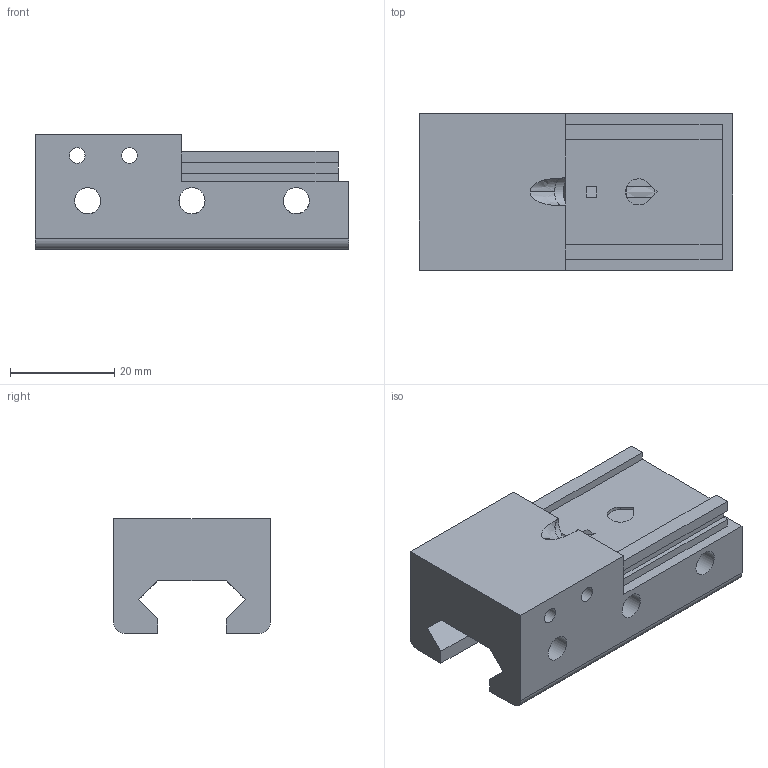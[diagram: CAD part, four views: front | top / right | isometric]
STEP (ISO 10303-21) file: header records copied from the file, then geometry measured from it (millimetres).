
FILE_DESCRIPTION(('FreeCAD Model'),'2;1');
FILE_NAME('SightBase.step','2015-04-26T18:04:13',('Author'),(''), 'Open CASCADE STEP processor 6.8','FreeCAD','Unknown');
FILE_SCHEMA(('AUTOMOTIVE_DESIGN_CC2 { 1 2 10303 214 -1 1 5 4 }'));
Length unit declared in the file: millimetre
Products named in the file (1): SightBase
Bounding box: 60 x 30 x 22 mm (x, y, z)
Volume: 21642.3 mm3; surface area: 10696 mm2
Topology: 1 solids, 1 shells, 67 faces, 241 edges, 171 vertices
Faces by surface type: plane 53, cylinder 12, extrusion 2
Full cylindrical faces by diameter (mm): 3 x2, 5 x4
Entity records: 7998 total; most frequent: CARTESIAN_POINT 2928, DIRECTION 797, VECTOR 554, LINE 552, ORIENTED_EDGE 482, PCURVE 482, DEFINITIONAL_REPRESENTATION 482, EDGE_CURVE 241
